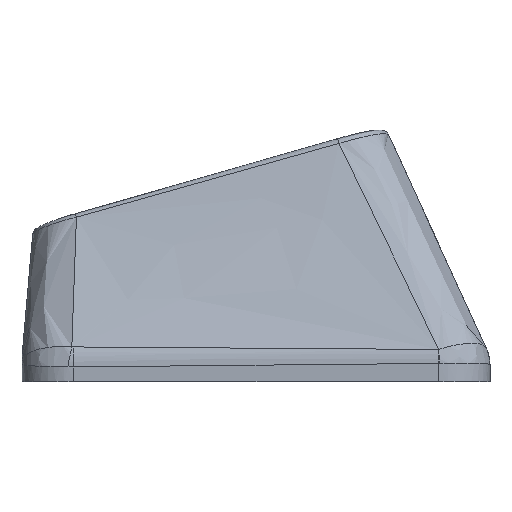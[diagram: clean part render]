
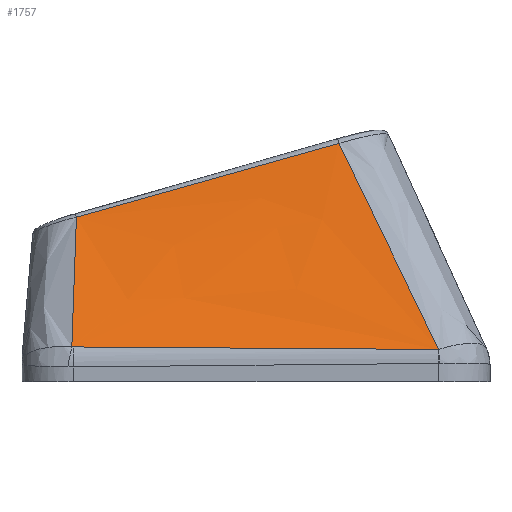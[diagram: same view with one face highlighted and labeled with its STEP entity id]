
A CAD part, left-side view. The second image highlights one B-rep face of the part: STEP entity #1757.
In plain terms, the highlighted free-form (B-spline) face has degree [3, 3] with [4, 4] control points.
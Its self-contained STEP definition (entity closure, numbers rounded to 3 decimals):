
#52=B_SPLINE_SURFACE_WITH_KNOTS('',3,3,((#4325,#4326,#4327,#4328),(#4329,
#4330,#4331,#4332),(#4333,#4334,#4335,#4336),(#4337,#4338,#4339,#4340)),
 .UNSPECIFIED.,.F.,.F.,.F.,(4,4),(4,4),(0.104,0.893),
(0.024,0.97),.UNSPECIFIED.);
#363=FACE_OUTER_BOUND('',#463,.T.);
#463=EDGE_LOOP('',(#1544,#1545,#1546,#1547,#1548,#1549));
#611=B_SPLINE_CURVE_WITH_KNOTS('',3,(#3847,#3848,#3849,#3850),
 .UNSPECIFIED.,.F.,.F.,(4,4),(0.,0.001),.UNSPECIFIED.);
#613=B_SPLINE_CURVE_WITH_KNOTS('',3,(#3874,#3875,#3876,#3877),
 .UNSPECIFIED.,.F.,.F.,(4,4),(0.,1.416),.UNSPECIFIED.);
#615=B_SPLINE_CURVE_WITH_KNOTS('',3,(#3901,#3902,#3903,#3904),
 .UNSPECIFIED.,.F.,.F.,(4,4),(0.,0.006),
 .UNSPECIFIED.);
#637=B_SPLINE_CURVE_WITH_KNOTS('',3,(#4316,#4317,#4318,#4319),
 .UNSPECIFIED.,.F.,.F.,(4,4),(-0.609,-0.019),
 .UNSPECIFIED.);
#639=B_SPLINE_CURVE_WITH_KNOTS('',3,(#4342,#4343,#4344,#4345),
 .UNSPECIFIED.,.F.,.F.,(4,4),(0.023,0.964),
 .UNSPECIFIED.);
#640=B_SPLINE_CURVE_WITH_KNOTS('',3,(#4346,#4347,#4348,#4349),
 .UNSPECIFIED.,.F.,.F.,(4,4),(-1.058,0.),.UNSPECIFIED.);
#793=VERTEX_POINT('',#3806);
#797=VERTEX_POINT('',#3840);
#799=VERTEX_POINT('',#3867);
#801=VERTEX_POINT('',#3894);
#828=VERTEX_POINT('',#4315);
#829=VERTEX_POINT('',#4341);
#1037=EDGE_CURVE('',#793,#797,#611,.T.);
#1040=EDGE_CURVE('',#797,#799,#613,.T.);
#1043=EDGE_CURVE('',#799,#801,#615,.T.);
#1084=EDGE_CURVE('',#801,#828,#637,.T.);
#1086=EDGE_CURVE('',#829,#793,#639,.T.);
#1087=EDGE_CURVE('',#828,#829,#640,.T.);
#1544=ORIENTED_EDGE('',*,*,#1043,.F.);
#1545=ORIENTED_EDGE('',*,*,#1040,.F.);
#1546=ORIENTED_EDGE('',*,*,#1037,.F.);
#1547=ORIENTED_EDGE('',*,*,#1086,.F.);
#1548=ORIENTED_EDGE('',*,*,#1087,.F.);
#1549=ORIENTED_EDGE('',*,*,#1084,.F.);
#1757=ADVANCED_FACE('',(#363),#52,.T.);
#3806=CARTESIAN_POINT('',(-13.741,-7.087,0.261));
#3840=CARTESIAN_POINT('',(-13.742,-7.077,0.261));
#3847=CARTESIAN_POINT('Ctrl Pts',(-13.741,-7.087,0.261));
#3848=CARTESIAN_POINT('Ctrl Pts',(-13.742,-7.084,0.261));
#3849=CARTESIAN_POINT('Ctrl Pts',(-13.742,-7.08,0.261));
#3850=CARTESIAN_POINT('Ctrl Pts',(-13.742,-7.077,0.261));
#3867=CARTESIAN_POINT('',(-13.626,7.092,0.358));
#3874=CARTESIAN_POINT('Ctrl Pts',(-13.742,-7.077,0.261));
#3875=CARTESIAN_POINT('Ctrl Pts',(-13.72,-2.355,0.286));
#3876=CARTESIAN_POINT('Ctrl Pts',(-13.692,2.367,0.317));
#3877=CARTESIAN_POINT('Ctrl Pts',(-13.626,7.092,0.358));
#3894=CARTESIAN_POINT('',(-13.622,7.147,0.364));
#3901=CARTESIAN_POINT('Ctrl Pts',(-13.626,7.092,0.358));
#3902=CARTESIAN_POINT('Ctrl Pts',(-13.626,7.11,0.358));
#3903=CARTESIAN_POINT('Ctrl Pts',(-13.625,7.129,0.36));
#3904=CARTESIAN_POINT('Ctrl Pts',(-13.622,7.147,0.364));
#4315=CARTESIAN_POINT('',(-10.608,6.969,5.393));
#4316=CARTESIAN_POINT('Ctrl Pts',(-13.622,7.147,0.364));
#4317=CARTESIAN_POINT('Ctrl Pts',(-12.609,7.07,2.036));
#4318=CARTESIAN_POINT('Ctrl Pts',(-11.604,7.007,3.713));
#4319=CARTESIAN_POINT('Ctrl Pts',(-10.608,6.969,5.393));
#4325=CARTESIAN_POINT('Ctrl Pts',(-10.589,-3.643,8.371));
#4326=CARTESIAN_POINT('Ctrl Pts',(-11.64,-4.791,5.667));
#4327=CARTESIAN_POINT('Ctrl Pts',(-12.691,-5.939,2.964));
#4328=CARTESIAN_POINT('Ctrl Pts',(-13.742,-7.087,0.261));
#4329=CARTESIAN_POINT('Ctrl Pts',(-10.589,-0.034,
7.368));
#4330=CARTESIAN_POINT('Ctrl Pts',(-11.64,-0.804,4.989));
#4331=CARTESIAN_POINT('Ctrl Pts',(-12.691,-1.573,2.609));
#4332=CARTESIAN_POINT('Ctrl Pts',(-13.742,-2.343,0.23));
#4333=CARTESIAN_POINT('Ctrl Pts',(-10.589,3.575,6.366));
#4334=CARTESIAN_POINT('Ctrl Pts',(-11.64,3.184,4.31));
#4335=CARTESIAN_POINT('Ctrl Pts',(-12.691,2.793,2.254));
#4336=CARTESIAN_POINT('Ctrl Pts',(-13.742,2.401,0.198));
#4337=CARTESIAN_POINT('Ctrl Pts',(-10.589,7.185,5.364));
#4338=CARTESIAN_POINT('Ctrl Pts',(-11.64,7.172,3.632));
#4339=CARTESIAN_POINT('Ctrl Pts',(-12.691,7.158,1.9));
#4340=CARTESIAN_POINT('Ctrl Pts',(-13.742,7.145,0.167));
#4341=CARTESIAN_POINT('',(-10.589,-3.219,8.253));
#4342=CARTESIAN_POINT('Ctrl Pts',(-10.589,-3.219,8.253));
#4343=CARTESIAN_POINT('Ctrl Pts',(-11.656,-4.52,5.598));
#4344=CARTESIAN_POINT('Ctrl Pts',(-12.703,-5.807,2.932));
#4345=CARTESIAN_POINT('Ctrl Pts',(-13.741,-7.087,0.261));
#4346=CARTESIAN_POINT('Ctrl Pts',(-10.608,6.969,5.393));
#4347=CARTESIAN_POINT('Ctrl Pts',(-10.602,3.571,6.338));
#4348=CARTESIAN_POINT('Ctrl Pts',(-10.595,0.176,7.293));
#4349=CARTESIAN_POINT('Ctrl Pts',(-10.589,-3.219,8.253));
